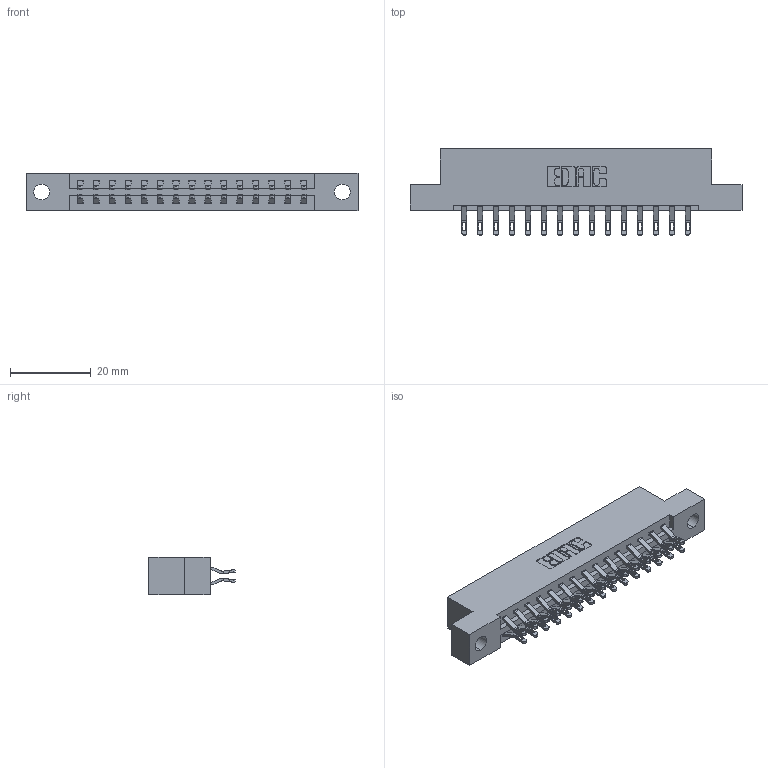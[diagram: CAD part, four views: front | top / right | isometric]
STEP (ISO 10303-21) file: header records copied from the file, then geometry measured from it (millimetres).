
FILE_DESCRIPTION (( 'STEP AP203' ), '1' );
FILE_NAME ('337-030-555-204.STEP', '2019-10-08T18:53:36', ( '' ), ( '' ), 'SwSTEP 2.0', 'SolidWorks 2016', '' );
FILE_SCHEMA (( 'CONFIG_CONTROL_DESIGN' ));
Length unit declared in the file: inch
Products named in the file (3): 337-030-555-204; 345-292-001_555 Tail; 337 Part_Flush Mounting Lugs - 0.156 Dia-TH
Assembly tree (31 placements, depth 2):
  337-030-555-204
    337 Part_Flush Mounting Lugs - 0.156 Dia-TH
    345-292-001_555 Tail  x30
Bounding box: 82.45 x 21.47 x 9.4 mm (x, y, z)
Volume: 8328.8 mm3; surface area: 9278.8 mm2
Topology: 31 solids, 31 shells, 1914 faces, 5981 edges, 3986 vertices
Faces by surface type: plane 1150, cylinder 764
Entity records: 15451 total; most frequent: CARTESIAN_POINT 2660, ORIENTED_EDGE 2566, DIRECTION 2283, EDGE_CURVE 1283, VECTOR 1135, LINE 1135, VERTEX_POINT 854, AXIS2_PLACEMENT_3D 574
